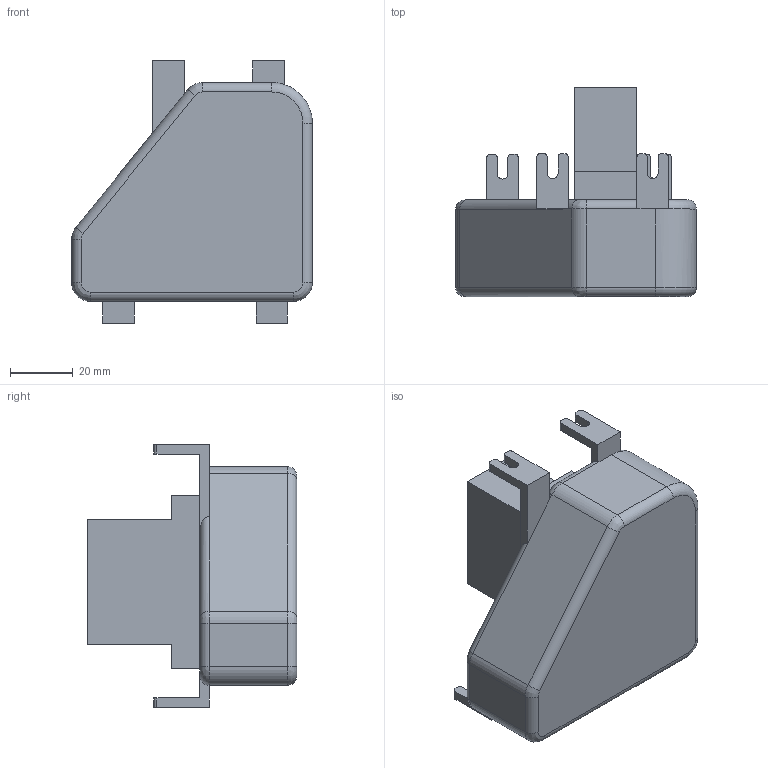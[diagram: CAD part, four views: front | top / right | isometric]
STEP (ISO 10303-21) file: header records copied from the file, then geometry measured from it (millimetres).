
FILE_DESCRIPTION(/* description */ (''),/* implementation_level */ '2;1');
FILE_NAME(/* name */ 'valve v3.step',/* time_stamp */ '2022-03-08T21:31:26+01:00',/* author */ (''),/* organization */ (''),/* preprocessor_version */ 'ST-DEVELOPER v18.1',/* originating_system */ 'Autodesk Translation Framework v10.13.0.1454',/* authorisation */ '');
FILE_SCHEMA (('AUTOMOTIVE_DESIGN { 1 0 10303 214 3 1 1 }'));
Length unit declared in the file: millimetre
Products named in the file (1): valve
Bounding box: 77 x 67 x 84 mm (x, y, z)
Volume: 169673.3 mm3; surface area: 23220.4 mm2
Topology: 1 solids, 1 shells, 100 faces, 264 edges, 167 vertices
Faces by surface type: plane 52, cylinder 38, bspline 8, torus 2
Entity records: 3151 total; most frequent: CARTESIAN_POINT 605, DIRECTION 536, ORIENTED_EDGE 528, EDGE_CURVE 264, AXIS2_PLACEMENT_3D 180, LINE 176, VECTOR 176, VERTEX_POINT 167
